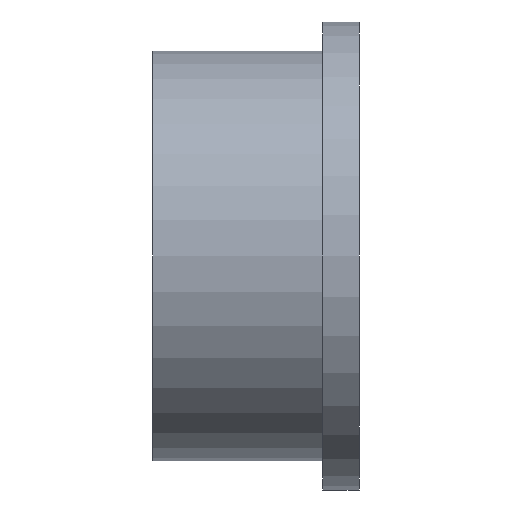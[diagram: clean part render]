
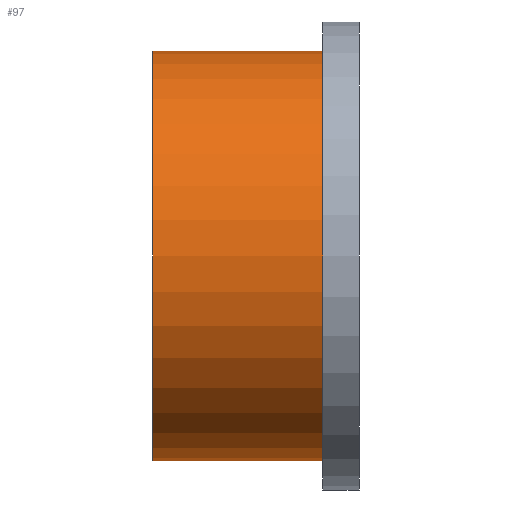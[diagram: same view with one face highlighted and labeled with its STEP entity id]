
A CAD part, front view. The second image highlights one B-rep face of the part: STEP entity #97.
In plain terms, the highlighted cylindrical face has radius 73.5 mm (diameter 147 mm), a full revolution.
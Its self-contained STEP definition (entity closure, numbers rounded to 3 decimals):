
#21=FACE_BOUND('',#40,.T.);
#29=FACE_OUTER_BOUND('',#39,.T.);
#39=EDGE_LOOP('',(#79));
#40=EDGE_LOOP('',(#80));
#55=CIRCLE('',#112,73.5);
#56=CIRCLE('',#113,73.5);
#63=VERTEX_POINT('',#167);
#64=VERTEX_POINT('',#169);
#71=EDGE_CURVE('',#63,#63,#55,.T.);
#72=EDGE_CURVE('',#64,#64,#56,.T.);
#79=ORIENTED_EDGE('',*,*,#71,.T.);
#80=ORIENTED_EDGE('',*,*,#72,.F.);
#93=CYLINDRICAL_SURFACE('',#111,73.5);
#97=ADVANCED_FACE('',(#29,#21),#93,.T.);
#111=AXIS2_PLACEMENT_3D('',#166,#135,#136);
#112=AXIS2_PLACEMENT_3D('',#168,#137,#138);
#113=AXIS2_PLACEMENT_3D('',#170,#139,#140);
#135=DIRECTION('center_axis',(1.,0.,0.));
#136=DIRECTION('ref_axis',(0.,1.,0.));
#137=DIRECTION('center_axis',(1.,0.,0.));
#138=DIRECTION('ref_axis',(0.,1.,0.));
#139=DIRECTION('center_axis',(1.,0.,0.));
#140=DIRECTION('ref_axis',(0.,1.,0.));
#166=CARTESIAN_POINT('Origin',(-12.413,0.,0.));
#167=CARTESIAN_POINT('',(-42.913,-73.5,0.));
#168=CARTESIAN_POINT('Origin',(-42.913,0.,0.));
#169=CARTESIAN_POINT('',(18.087,-73.5,0.));
#170=CARTESIAN_POINT('Origin',(18.087,0.,0.));
